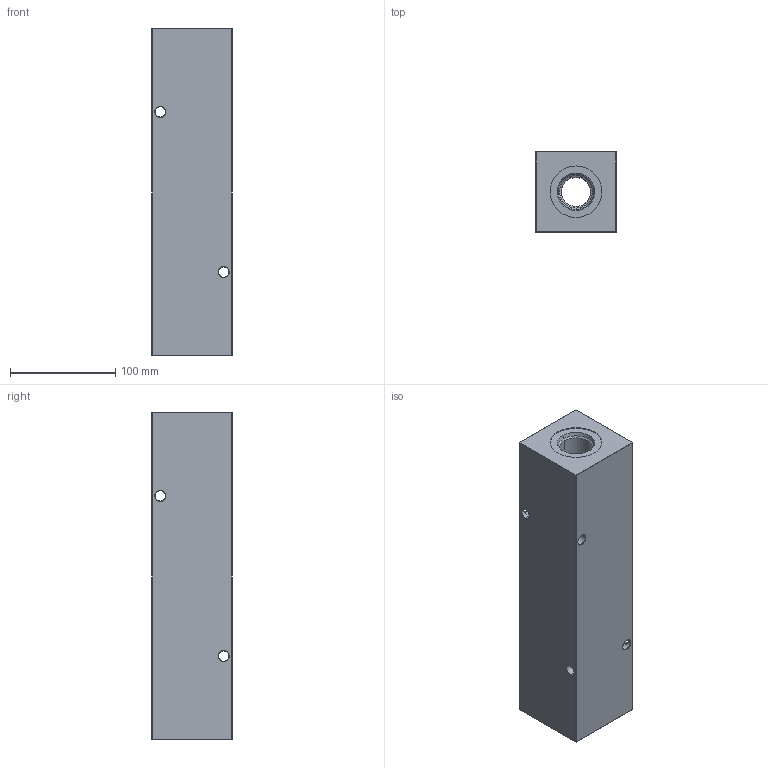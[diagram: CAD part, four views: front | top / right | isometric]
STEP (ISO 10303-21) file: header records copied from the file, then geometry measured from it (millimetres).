
FILE_DESCRIPTION (( 'STEP AP203' ), '1' );
FILE_NAME ('HM-4-0-S-16-12.STEP', '2020-10-27T20:48:50', ( '' ), ( '' ), 'SwSTEP 2.0', 'SolidWorks 2019', '' );
FILE_SCHEMA (( 'CONFIG_CONTROL_DESIGN' ));
Length unit declared in the file: inch
Products named in the file (1): HM-4-0-S-16-12
Bounding box: 76.2 x 76.2 x 311.15 mm (x, y, z)
Volume: 1530306.9 mm3; surface area: 145164.1 mm2
Topology: 1 solids, 1 shells, 537 faces, 1382 edges, 890 vertices
Faces by surface type: plane 252, bspline 183, cone 52, cylinder 50
Entity records: 25287 total; most frequent: CARTESIAN_POINT 13385, ORIENTED_EDGE 2764, DIRECTION 1808, EDGE_CURVE 1382, VERTEX_POINT 890, VECTOR 854, LINE 854, EDGE_LOOP 602
